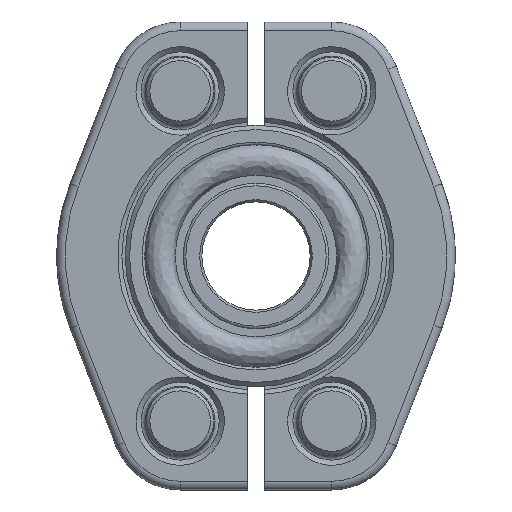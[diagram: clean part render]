
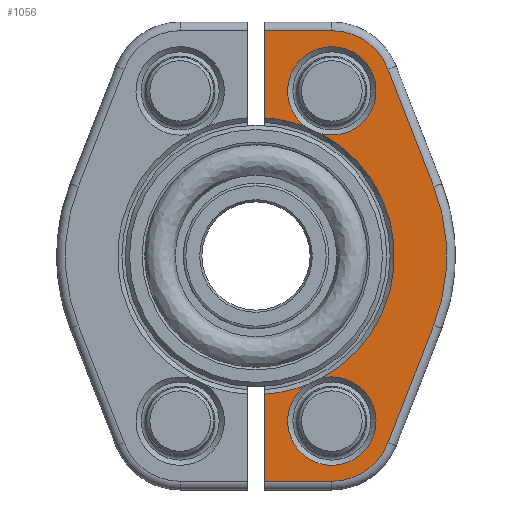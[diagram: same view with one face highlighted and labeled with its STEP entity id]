
A CAD part, left-side view. The second image highlights one B-rep face of the part: STEP entity #1056.
In plain terms, the highlighted face is planar.
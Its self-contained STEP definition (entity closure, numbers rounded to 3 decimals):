
#799=FACE_OUTER_BOUND('',#1287,.T.);
#877=LINE('',#3012,#929);
#878=LINE('',#3015,#930);
#879=LINE('',#3019,#931);
#880=LINE('',#3023,#932);
#881=LINE('',#3027,#933);
#882=LINE('',#3029,#934);
#929=VECTOR('',#2505,1.);
#930=VECTOR('',#2506,1.);
#931=VECTOR('',#2509,1.);
#932=VECTOR('',#2512,1.);
#933=VECTOR('',#2515,1.);
#934=VECTOR('',#2516,1.);
#1056=ADVANCED_FACE('',(#799),#1138,.T.);
#1138=PLANE('',#2215);
#1287=EDGE_LOOP('',(#1462,#1463,#1464,#1465,#1466,#1467,#1468,#1469,#1470,
#1471,#1472,#1473,#1474,#1475));
#1462=ORIENTED_EDGE('',*,*,#1921,.F.);
#1463=ORIENTED_EDGE('',*,*,#1922,.T.);
#1464=ORIENTED_EDGE('',*,*,#1923,.T.);
#1465=ORIENTED_EDGE('',*,*,#1924,.T.);
#1466=ORIENTED_EDGE('',*,*,#1925,.T.);
#1467=ORIENTED_EDGE('',*,*,#1926,.T.);
#1468=ORIENTED_EDGE('',*,*,#1927,.T.);
#1469=ORIENTED_EDGE('',*,*,#1928,.T.);
#1470=ORIENTED_EDGE('',*,*,#1929,.F.);
#1471=ORIENTED_EDGE('',*,*,#1930,.T.);
#1472=ORIENTED_EDGE('',*,*,#1931,.T.);
#1473=ORIENTED_EDGE('',*,*,#1932,.T.);
#1474=ORIENTED_EDGE('',*,*,#1933,.T.);
#1475=ORIENTED_EDGE('',*,*,#1934,.T.);
#1795=VERTEX_POINT('',#3013);
#1796=VERTEX_POINT('',#3014);
#1797=VERTEX_POINT('',#3016);
#1798=VERTEX_POINT('',#3018);
#1799=VERTEX_POINT('',#3020);
#1800=VERTEX_POINT('',#3022);
#1801=VERTEX_POINT('',#3024);
#1802=VERTEX_POINT('',#3026);
#1803=VERTEX_POINT('',#3028);
#1804=VERTEX_POINT('',#3030);
#1805=VERTEX_POINT('',#3032);
#1806=VERTEX_POINT('',#3034);
#1807=VERTEX_POINT('',#3036);
#1808=VERTEX_POINT('',#3038);
#1921=EDGE_CURVE('',#1795,#1796,#877,.T.);
#1922=EDGE_CURVE('',#1795,#1797,#878,.T.);
#1923=EDGE_CURVE('',#1797,#1798,#2074,.T.);
#1924=EDGE_CURVE('',#1798,#1799,#879,.T.);
#1925=EDGE_CURVE('',#1799,#1800,#2075,.T.);
#1926=EDGE_CURVE('',#1800,#1801,#880,.T.);
#1927=EDGE_CURVE('',#1801,#1802,#2076,.T.);
#1928=EDGE_CURVE('',#1802,#1803,#881,.T.);
#1929=EDGE_CURVE('',#1804,#1803,#882,.T.);
#1930=EDGE_CURVE('',#1804,#1805,#2077,.T.);
#1931=EDGE_CURVE('',#1805,#1806,#2078,.T.);
#1932=EDGE_CURVE('',#1806,#1807,#2079,.T.);
#1933=EDGE_CURVE('',#1807,#1808,#2080,.T.);
#1934=EDGE_CURVE('',#1808,#1796,#2081,.T.);
#2074=CIRCLE('',#2207,6.95);
#2075=CIRCLE('',#2208,22.);
#2076=CIRCLE('',#2209,6.95);
#2077=CIRCLE('',#2210,15.975);
#2078=CIRCLE('',#2211,5.1);
#2079=CIRCLE('',#2212,15.975);
#2080=CIRCLE('',#2213,5.1);
#2081=CIRCLE('',#2214,15.975);
#2207=AXIS2_PLACEMENT_3D('',#3017,#2507,#2508);
#2208=AXIS2_PLACEMENT_3D('',#3021,#2510,#2511);
#2209=AXIS2_PLACEMENT_3D('',#3025,#2513,#2514);
#2210=AXIS2_PLACEMENT_3D('',#3031,#2517,#2518);
#2211=AXIS2_PLACEMENT_3D('',#3033,#2519,#2520);
#2212=AXIS2_PLACEMENT_3D('',#3035,#2521,#2522);
#2213=AXIS2_PLACEMENT_3D('',#3037,#2523,#2524);
#2214=AXIS2_PLACEMENT_3D('',#3039,#2525,#2526);
#2215=AXIS2_PLACEMENT_3D('',#3040,#2527,#2528);
#2505=DIRECTION('',(-1.,0.,0.));
#2506=DIRECTION('',(0.,-1.,0.));
#2507=DIRECTION('',(0.,0.,-1.));
#2508=DIRECTION('',(-1.,0.,0.));
#2509=DIRECTION('',(-0.932,-0.362,0.));
#2510=DIRECTION('',(0.,0.,-1.));
#2511=DIRECTION('',(-1.,0.,0.));
#2512=DIRECTION('',(-0.932,0.362,0.));
#2513=DIRECTION('',(0.,0.,-1.));
#2514=DIRECTION('',(-1.,0.,0.));
#2515=DIRECTION('',(0.,1.,0.));
#2516=DIRECTION('',(-1.,0.,0.));
#2517=DIRECTION('',(0.,0.,1.));
#2518=DIRECTION('',(-1.,0.,0.));
#2519=DIRECTION('',(0.,0.,1.));
#2520=DIRECTION('',(-1.,0.,0.));
#2521=DIRECTION('',(0.,0.,1.));
#2522=DIRECTION('',(-1.,0.,0.));
#2523=DIRECTION('',(0.,0.,1.));
#2524=DIRECTION('',(-1.,0.,0.));
#2525=DIRECTION('',(0.,0.,1.));
#2526=DIRECTION('',(-1.,0.,0.));
#2527=DIRECTION('',(0.,0.,-1.));
#2528=DIRECTION('',(-1.,0.,0.));
#3012=CARTESIAN_POINT('',(31.,-1.,0.));
#3013=CARTESIAN_POINT('',(26.,-1.,0.));
#3014=CARTESIAN_POINT('',(15.944,-1.,0.));
#3015=CARTESIAN_POINT('',(26.,-8.75,0.));
#3016=CARTESIAN_POINT('',(26.,-8.75,0.));
#3017=CARTESIAN_POINT('',(19.05,-8.75,0.));
#3018=CARTESIAN_POINT('',(21.565,-15.229,0.));
#3019=CARTESIAN_POINT('',(21.565,-15.229,0.));
#3020=CARTESIAN_POINT('',(7.96,-20.509,0.));
#3021=CARTESIAN_POINT('',(0.,0.,0.));
#3022=CARTESIAN_POINT('',(-7.96,-20.509,0.));
#3023=CARTESIAN_POINT('',(11.547,-28.081,0.));
#3024=CARTESIAN_POINT('',(-21.565,-15.229,0.));
#3025=CARTESIAN_POINT('',(-19.05,-8.75,0.));
#3026=CARTESIAN_POINT('',(-26.,-8.75,0.));
#3027=CARTESIAN_POINT('',(-26.,-8.75,0.));
#3028=CARTESIAN_POINT('',(-26.,-1.,0.));
#3029=CARTESIAN_POINT('',(31.,-1.,0.));
#3030=CARTESIAN_POINT('',(-15.944,-1.,0.));
#3031=CARTESIAN_POINT('',(0.,0.,0.));
#3032=CARTESIAN_POINT('',(-14.879,-5.815,0.));
#3033=CARTESIAN_POINT('',(-19.05,-8.75,0.));
#3034=CARTESIAN_POINT('',(-14.106,-7.498,0.));
#3035=CARTESIAN_POINT('',(0.,0.,0.));
#3036=CARTESIAN_POINT('',(14.106,-7.498,0.));
#3037=CARTESIAN_POINT('',(19.05,-8.75,0.));
#3038=CARTESIAN_POINT('',(14.879,-5.815,0.));
#3039=CARTESIAN_POINT('',(0.,0.,0.));
#3040=CARTESIAN_POINT('',(19.05,-8.75,0.));
